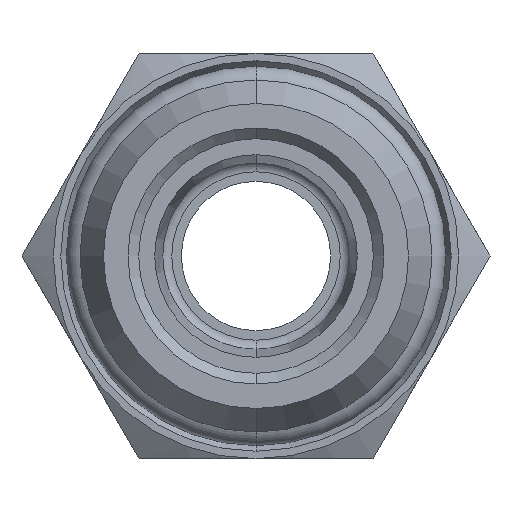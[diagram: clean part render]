
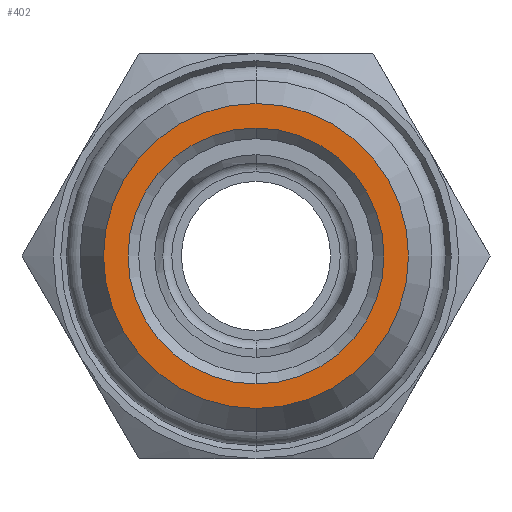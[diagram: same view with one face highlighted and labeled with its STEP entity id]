
A CAD part, front view. The second image highlights one B-rep face of the part: STEP entity #402.
In plain terms, the highlighted planar face has unit normal (0, -1, 0).
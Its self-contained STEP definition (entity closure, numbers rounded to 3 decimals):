
#8 = EDGE_LOOP ( 'NONE', ( #535, #2041 ) ) ;
#38 = AXIS2_PLACEMENT_3D ( 'NONE', #1960, #839, #2154 ) ;
#45 = DIRECTION ( 'NONE',  ( 0., -1., 0. ) ) ;
#55 = CARTESIAN_POINT ( 'NONE',  ( 0., 0., 6. ) ) ;
#57 = FACE_OUTER_BOUND ( 'NONE', #271, .T. ) ;
#225 = CARTESIAN_POINT ( 'NONE',  ( 0., 0., 0. ) ) ;
#228 = EDGE_CURVE ( 'NONE', #440, #1103, #1668, .T. ) ;
#231 = CARTESIAN_POINT ( 'NONE',  ( 0., 0., 0. ) ) ;
#271 = EDGE_LOOP ( 'NONE', ( #1531, #1680 ) ) ;
#357 = CIRCLE ( 'NONE', #1616, 7.15 ) ;
#402 = ADVANCED_FACE ( 'NONE', ( #1449, #57 ), #1519, .T. ) ;
#410 = CARTESIAN_POINT ( 'NONE',  ( 0., 0., -7.15 ) ) ;
#416 = DIRECTION ( 'NONE',  ( 0., 0., -1. ) ) ;
#418 = DIRECTION ( 'NONE',  ( 0., 0., -1. ) ) ;
#440 = VERTEX_POINT ( 'NONE', #55 ) ;
#535 = ORIENTED_EDGE ( 'NONE', *, *, #1978, .T. ) ;
#537 = DIRECTION ( 'NONE',  ( 0., -1., 0. ) ) ;
#764 = AXIS2_PLACEMENT_3D ( 'NONE', #1322, #45, #1142 ) ;
#839 = DIRECTION ( 'NONE',  ( 0., 1., 0. ) ) ;
#937 = CARTESIAN_POINT ( 'NONE',  ( 0., 0., 7.15 ) ) ;
#1041 = VERTEX_POINT ( 'NONE', #937 ) ;
#1086 = EDGE_CURVE ( 'NONE', #1041, #2349, #1844, .T. ) ;
#1103 = VERTEX_POINT ( 'NONE', #1328 ) ;
#1142 = DIRECTION ( 'NONE',  ( 0., 0., -1. ) ) ;
#1300 = AXIS2_PLACEMENT_3D ( 'NONE', #225, #1504, #416 ) ;
#1322 = CARTESIAN_POINT ( 'NONE',  ( 7.15, 0., 0. ) ) ;
#1328 = CARTESIAN_POINT ( 'NONE',  ( 0., 0., -6. ) ) ;
#1368 = EDGE_CURVE ( 'NONE', #2349, #1041, #357, .T. ) ;
#1449 = FACE_BOUND ( 'NONE', #8, .T. ) ;
#1504 = DIRECTION ( 'NONE',  ( 0., 1., 0. ) ) ;
#1507 = DIRECTION ( 'NONE',  ( 0., -1., 0. ) ) ;
#1519 = PLANE ( 'NONE',  #764 ) ;
#1531 = ORIENTED_EDGE ( 'NONE', *, *, #1086, .T. ) ;
#1616 = AXIS2_PLACEMENT_3D ( 'NONE', #1625, #537, #1816 ) ;
#1625 = CARTESIAN_POINT ( 'NONE',  ( 0., 0., 0. ) ) ;
#1668 = CIRCLE ( 'NONE', #1300, 6. ) ;
#1680 = ORIENTED_EDGE ( 'NONE', *, *, #1368, .T. ) ;
#1784 = AXIS2_PLACEMENT_3D ( 'NONE', #231, #1507, #418 ) ;
#1816 = DIRECTION ( 'NONE',  ( 0., 0., -1. ) ) ;
#1844 = CIRCLE ( 'NONE', #1784, 7.15 ) ;
#1931 = CIRCLE ( 'NONE', #38, 6. ) ;
#1960 = CARTESIAN_POINT ( 'NONE',  ( 0., 0., 0. ) ) ;
#1978 = EDGE_CURVE ( 'NONE', #1103, #440, #1931, .T. ) ;
#2041 = ORIENTED_EDGE ( 'NONE', *, *, #228, .T. ) ;
#2154 = DIRECTION ( 'NONE',  ( 0., 0., -1. ) ) ;
#2349 = VERTEX_POINT ( 'NONE', #410 ) ;
